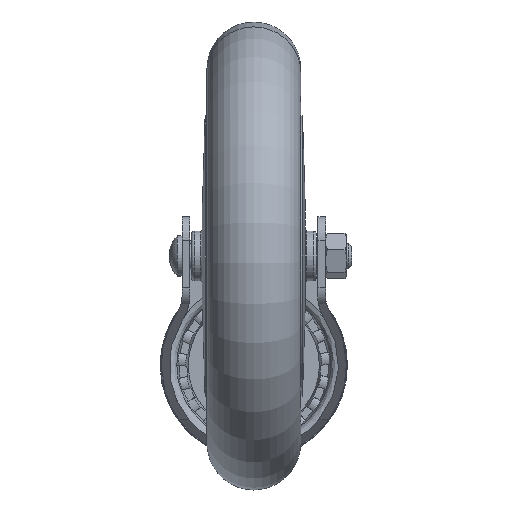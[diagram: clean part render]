
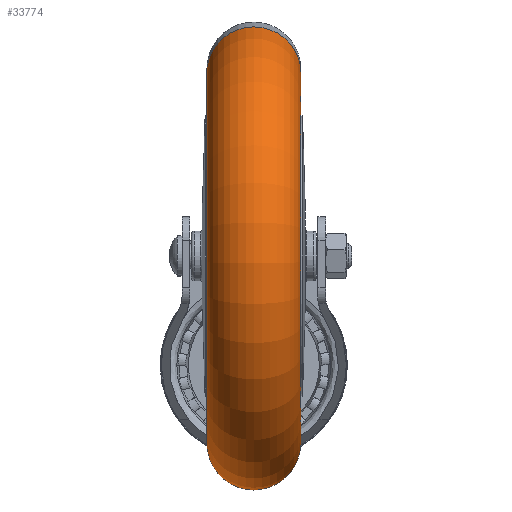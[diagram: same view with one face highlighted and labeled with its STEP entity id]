
A CAD part, front view. The second image highlights one B-rep face of the part: STEP entity #33774.
In plain terms, the highlighted toroidal (fillet/blend) face has major radius 60 mm and minor radius 15 mm.
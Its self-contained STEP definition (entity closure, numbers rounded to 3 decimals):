
#914 = CIRCLE ( 'NONE', #31959, 60. ) ;
#1749 = CARTESIAN_POINT ( 'NONE',  ( 0., 16.633, -52.691 ) ) ;
#5176 = DIRECTION ( 'NONE',  ( 0., -0.205, 0.979 ) ) ;
#7989 = CIRCLE ( 'NONE', #14203, 15. ) ;
#9115 = CARTESIAN_POINT ( 'NONE',  ( 0., 4.361, 6.041 ) ) ;
#10832 = CARTESIAN_POINT ( 'NONE',  ( 15., -7.912, 64.772 ) ) ;
#13661 = EDGE_LOOP ( 'NONE', ( #17345, #26650, #23559, #21451 ) ) ;
#14203 = AXIS2_PLACEMENT_3D ( 'NONE', #1749, #25254, #5176 ) ;
#15199 = DIRECTION ( 'NONE',  ( 0., -0.979, -0.205 ) ) ;
#15421 = CARTESIAN_POINT ( 'NONE',  ( -15., 4.361, 6.041 ) ) ;
#15631 = EDGE_CURVE ( 'NONE', #35059, #41756, #7989, .T. ) ;
#16243 = DIRECTION ( 'NONE',  ( -1., 0., 0. ) ) ;
#16249 = CIRCLE ( 'NONE', #41720, 15. ) ;
#16434 = VERTEX_POINT ( 'NONE', #24332 ) ;
#17345 = ORIENTED_EDGE ( 'NONE', *, *, #15631, .F. ) ;
#18522 = AXIS2_PLACEMENT_3D ( 'NONE', #9115, #25748, #22566 ) ;
#18732 = DIRECTION ( 'NONE',  ( 0., -0.205, 0.979 ) ) ;
#21451 = ORIENTED_EDGE ( 'NONE', *, *, #24247, .F. ) ;
#22566 = DIRECTION ( 'NONE',  ( 0., -0.205, 0.979 ) ) ;
#22994 = TOROIDAL_SURFACE ( 'NONE', #18522, 60., 15. ) ;
#23559 = ORIENTED_EDGE ( 'NONE', *, *, #33663, .T. ) ;
#24247 = EDGE_CURVE ( 'NONE', #41756, #16434, #25245, .T. ) ;
#24332 = CARTESIAN_POINT ( 'NONE',  ( -15., -7.912, 64.772 ) ) ;
#24684 = CARTESIAN_POINT ( 'NONE',  ( 15., 16.633, -52.691 ) ) ;
#25219 = AXIS2_PLACEMENT_3D ( 'NONE', #15421, #38669, #18732 ) ;
#25245 = CIRCLE ( 'NONE', #25219, 60. ) ;
#25254 = DIRECTION ( 'NONE',  ( 0., 0.979, 0.205 ) ) ;
#25748 = DIRECTION ( 'NONE',  ( -1., 0., 0. ) ) ;
#26640 = EDGE_CURVE ( 'NONE', #35059, #33067, #914, .T. ) ;
#26650 = ORIENTED_EDGE ( 'NONE', *, *, #26640, .T. ) ;
#30790 = FACE_OUTER_BOUND ( 'NONE', #13661, .T. ) ;
#31959 = AXIS2_PLACEMENT_3D ( 'NONE', #36123, #16243, #39484 ) ;
#33067 = VERTEX_POINT ( 'NONE', #10832 ) ;
#33663 = EDGE_CURVE ( 'NONE', #33067, #16434, #16249, .T. ) ;
#33774 = ADVANCED_FACE ( 'NONE', ( #30790 ), #22994, .T. ) ;
#35059 = VERTEX_POINT ( 'NONE', #24684 ) ;
#35080 = CARTESIAN_POINT ( 'NONE',  ( 0., -7.912, 64.772 ) ) ;
#36123 = CARTESIAN_POINT ( 'NONE',  ( 15., 4.361, 6.041 ) ) ;
#38443 = DIRECTION ( 'NONE',  ( 0., 0.205, -0.979 ) ) ;
#38669 = DIRECTION ( 'NONE',  ( -1., 0., 0. ) ) ;
#39484 = DIRECTION ( 'NONE',  ( 0., -0.205, 0.979 ) ) ;
#40203 = CARTESIAN_POINT ( 'NONE',  ( -15., 16.633, -52.691 ) ) ;
#41720 = AXIS2_PLACEMENT_3D ( 'NONE', #35080, #15199, #38443 ) ;
#41756 = VERTEX_POINT ( 'NONE', #40203 ) ;
